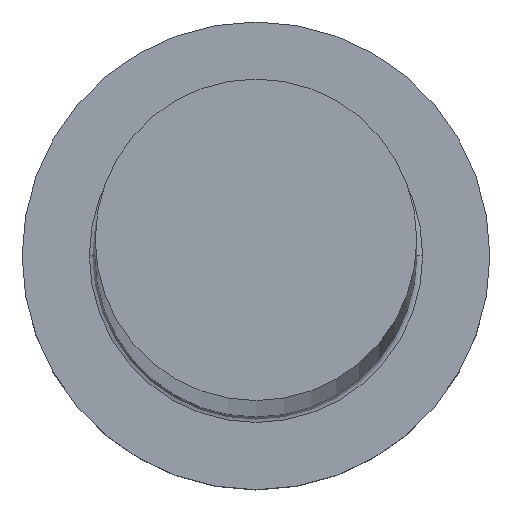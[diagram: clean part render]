
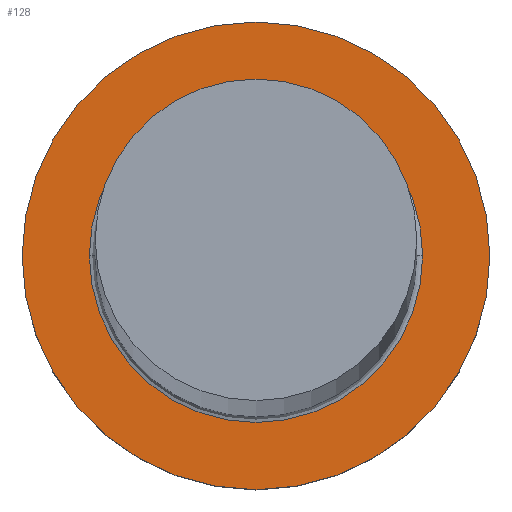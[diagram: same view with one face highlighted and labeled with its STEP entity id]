
A CAD part, top view. The second image highlights one B-rep face of the part: STEP entity #128.
In plain terms, the highlighted planar face has unit normal (0, 0, 1).
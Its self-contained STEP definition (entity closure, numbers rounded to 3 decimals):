
#4 = EDGE_CURVE ( 'NONE', #174, #224, #77, .T. ) ;
#20 = CIRCLE ( 'NONE', #40, 5.7 ) ;
#25 = CIRCLE ( 'NONE', #100, 5.7 ) ;
#26 = DIRECTION ( 'NONE',  ( 0., 0., 1. ) ) ;
#39 = DIRECTION ( 'NONE',  ( 1., 0., 0. ) ) ;
#40 = AXIS2_PLACEMENT_3D ( 'NONE', #47, #303, #73 ) ;
#47 = CARTESIAN_POINT ( 'NONE',  ( 0., 0., 5. ) ) ;
#58 = EDGE_CURVE ( 'NONE', #224, #174, #262, .T. ) ;
#72 = DIRECTION ( 'NONE',  ( 1., 0., 0. ) ) ;
#73 = DIRECTION ( 'NONE',  ( 1., 0., 0. ) ) ;
#77 = CIRCLE ( 'NONE', #250, 8. ) ;
#79 = VERTEX_POINT ( 'NONE', #94 ) ;
#88 = EDGE_LOOP ( 'NONE', ( #89, #246 ) ) ;
#89 = ORIENTED_EDGE ( 'NONE', *, *, #168, .T. ) ;
#91 = EDGE_LOOP ( 'NONE', ( #296, #157 ) ) ;
#94 = CARTESIAN_POINT ( 'NONE',  ( 5.7, 0., 5. ) ) ;
#98 = CARTESIAN_POINT ( 'NONE',  ( 0., 0., 5. ) ) ;
#100 = AXIS2_PLACEMENT_3D ( 'NONE', #98, #193, #72 ) ;
#121 = CARTESIAN_POINT ( 'NONE',  ( 8., 0., 5. ) ) ;
#125 = DIRECTION ( 'NONE',  ( 1., 0., 0. ) ) ;
#128 = ADVANCED_FACE ( 'NONE', ( #188, #165 ), #234, .T. ) ;
#134 = AXIS2_PLACEMENT_3D ( 'NONE', #167, #263, #162 ) ;
#145 = AXIS2_PLACEMENT_3D ( 'NONE', #279, #26, #125 ) ;
#153 = EDGE_CURVE ( 'NONE', #186, #79, #25, .T. ) ;
#157 = ORIENTED_EDGE ( 'NONE', *, *, #4, .T. ) ;
#162 = DIRECTION ( 'NONE',  ( 1., 0., 0. ) ) ;
#165 = FACE_OUTER_BOUND ( 'NONE', #91, .T. ) ;
#167 = CARTESIAN_POINT ( 'NONE',  ( 0., 0., 5. ) ) ;
#168 = EDGE_CURVE ( 'NONE', #79, #186, #20, .T. ) ;
#174 = VERTEX_POINT ( 'NONE', #121 ) ;
#182 = DIRECTION ( 'NONE',  ( 0., 0., 1. ) ) ;
#186 = VERTEX_POINT ( 'NONE', #233 ) ;
#188 = FACE_BOUND ( 'NONE', #88, .T. ) ;
#193 = DIRECTION ( 'NONE',  ( 0., 0., -1. ) ) ;
#224 = VERTEX_POINT ( 'NONE', #260 ) ;
#230 = CARTESIAN_POINT ( 'NONE',  ( 0., 0., 5. ) ) ;
#233 = CARTESIAN_POINT ( 'NONE',  ( -5.7, 0., 5. ) ) ;
#234 = PLANE ( 'NONE',  #145 ) ;
#246 = ORIENTED_EDGE ( 'NONE', *, *, #153, .T. ) ;
#250 = AXIS2_PLACEMENT_3D ( 'NONE', #230, #182, #39 ) ;
#260 = CARTESIAN_POINT ( 'NONE',  ( -8., 0., 5. ) ) ;
#262 = CIRCLE ( 'NONE', #134, 8. ) ;
#263 = DIRECTION ( 'NONE',  ( 0., 0., 1. ) ) ;
#279 = CARTESIAN_POINT ( 'NONE',  ( 0., 0., 5. ) ) ;
#296 = ORIENTED_EDGE ( 'NONE', *, *, #58, .T. ) ;
#303 = DIRECTION ( 'NONE',  ( 0., 0., -1. ) ) ;
